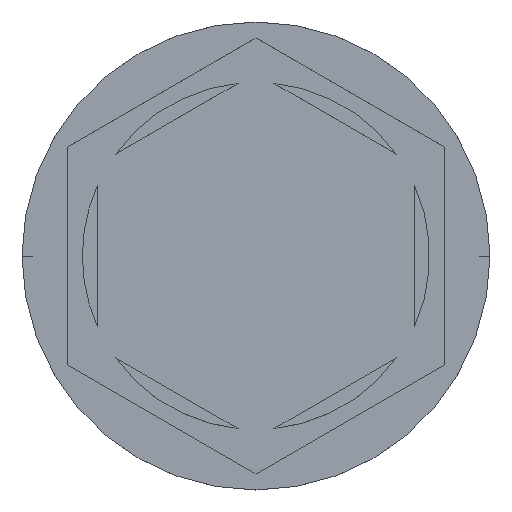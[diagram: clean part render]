
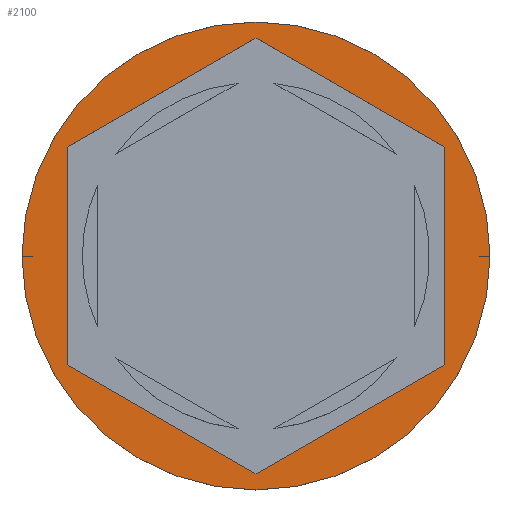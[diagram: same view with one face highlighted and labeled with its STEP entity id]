
A CAD part, top view. The second image highlights one B-rep face of the part: STEP entity #2100.
In plain terms, the highlighted planar face has unit normal (0, 0, 1).
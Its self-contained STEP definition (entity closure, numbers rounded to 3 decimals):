
#20 = DIRECTION ( 'NONE',  ( 0., 0., 1. ) ) ;
#37 = DIRECTION ( 'NONE',  ( 0.866, 0.5, 0. ) ) ;
#66 = ORIENTED_EDGE ( 'NONE', *, *, #1785, .F. ) ;
#72 = CARTESIAN_POINT ( 'NONE',  ( 6.25, -3.608, 0. ) ) ;
#83 = EDGE_LOOP ( 'NONE', ( #1680, #1126, #66, #785, #655, #709 ) ) ;
#113 = DIRECTION ( 'NONE',  ( 0., 1., 0. ) ) ;
#138 = CARTESIAN_POINT ( 'NONE',  ( 0., 7.217, 0. ) ) ;
#153 = FACE_OUTER_BOUND ( 'NONE', #217, .T. ) ;
#217 = EDGE_LOOP ( 'NONE', ( #1495, #325 ) ) ;
#241 = VERTEX_POINT ( 'NONE', #1053 ) ;
#274 = VERTEX_POINT ( 'NONE', #1630 ) ;
#296 = LINE ( 'NONE', #72, #828 ) ;
#313 = LINE ( 'NONE', #458, #652 ) ;
#325 = ORIENTED_EDGE ( 'NONE', *, *, #2092, .T. ) ;
#389 = CARTESIAN_POINT ( 'NONE',  ( 6.25, 3.608, 0. ) ) ;
#435 = CARTESIAN_POINT ( 'NONE',  ( 0., -7.217, 0. ) ) ;
#458 = CARTESIAN_POINT ( 'NONE',  ( -6.25, 3.608, 0. ) ) ;
#468 = EDGE_CURVE ( 'NONE', #241, #676, #296, .T. ) ;
#472 = VERTEX_POINT ( 'NONE', #2089 ) ;
#489 = LINE ( 'NONE', #138, #1313 ) ;
#506 = CARTESIAN_POINT ( 'NONE',  ( 0., -7.217, 0. ) ) ;
#546 = EDGE_CURVE ( 'NONE', #628, #2066, #1883, .T. ) ;
#572 = VECTOR ( 'NONE', #37, 1000. ) ;
#574 = DIRECTION ( 'NONE',  ( 0., 0., 1. ) ) ;
#582 = DIRECTION ( 'NONE',  ( 1., 0., 0. ) ) ;
#593 = EDGE_CURVE ( 'NONE', #751, #1191, #489, .T. ) ;
#613 = LINE ( 'NONE', #435, #572 ) ;
#628 = VERTEX_POINT ( 'NONE', #1558 ) ;
#652 = VECTOR ( 'NONE', #1366, 1000. ) ;
#655 = ORIENTED_EDGE ( 'NONE', *, *, #1885, .F. ) ;
#676 = VERTEX_POINT ( 'NONE', #389 ) ;
#685 = PLANE ( 'NONE',  #1398 ) ;
#709 = ORIENTED_EDGE ( 'NONE', *, *, #593, .F. ) ;
#725 = AXIS2_PLACEMENT_3D ( 'NONE', #1098, #1822, #747 ) ;
#746 = DIRECTION ( 'NONE',  ( 1., 0., 0. ) ) ;
#747 = DIRECTION ( 'NONE',  ( 1., 0., 0. ) ) ;
#751 = VERTEX_POINT ( 'NONE', #758 ) ;
#758 = CARTESIAN_POINT ( 'NONE',  ( 0., 7.217, 0. ) ) ;
#770 = EDGE_CURVE ( 'NONE', #274, #472, #1674, .T. ) ;
#777 = DIRECTION ( 'NONE',  ( -0.866, 0.5, 0. ) ) ;
#785 = ORIENTED_EDGE ( 'NONE', *, *, #546, .F. ) ;
#803 = CARTESIAN_POINT ( 'NONE',  ( 6.25, 3.608, 0. ) ) ;
#821 = CARTESIAN_POINT ( 'NONE',  ( -6.25, -3.608, 0. ) ) ;
#828 = VECTOR ( 'NONE', #113, 1000. ) ;
#941 = VECTOR ( 'NONE', #777, 1000. ) ;
#1053 = CARTESIAN_POINT ( 'NONE',  ( 6.25, -3.608, 0. ) ) ;
#1096 = CIRCLE ( 'NONE', #725, 7.75 ) ;
#1098 = CARTESIAN_POINT ( 'NONE',  ( 0., 0., 0. ) ) ;
#1126 = ORIENTED_EDGE ( 'NONE', *, *, #468, .F. ) ;
#1191 = VERTEX_POINT ( 'NONE', #1656 ) ;
#1308 = CARTESIAN_POINT ( 'NONE',  ( 0., 0., 0. ) ) ;
#1313 = VECTOR ( 'NONE', #1761, 1000. ) ;
#1366 = DIRECTION ( 'NONE',  ( 0., -1., 0. ) ) ;
#1398 = AXIS2_PLACEMENT_3D ( 'NONE', #2191, #574, #582 ) ;
#1464 = FACE_BOUND ( 'NONE', #83, .T. ) ;
#1495 = ORIENTED_EDGE ( 'NONE', *, *, #770, .T. ) ;
#1558 = CARTESIAN_POINT ( 'NONE',  ( -6.25, -3.608, 0. ) ) ;
#1601 = AXIS2_PLACEMENT_3D ( 'NONE', #1308, #20, #746 ) ;
#1630 = CARTESIAN_POINT ( 'NONE',  ( 7.75, 0., 0. ) ) ;
#1656 = CARTESIAN_POINT ( 'NONE',  ( -6.25, 3.608, 0. ) ) ;
#1674 = CIRCLE ( 'NONE', #1601, 7.75 ) ;
#1680 = ORIENTED_EDGE ( 'NONE', *, *, #1806, .F. ) ;
#1703 = DIRECTION ( 'NONE',  ( 0.866, -0.5, 0. ) ) ;
#1729 = VECTOR ( 'NONE', #1703, 1000. ) ;
#1761 = DIRECTION ( 'NONE',  ( -0.866, -0.5, 0. ) ) ;
#1785 = EDGE_CURVE ( 'NONE', #2066, #241, #613, .T. ) ;
#1806 = EDGE_CURVE ( 'NONE', #676, #751, #2244, .T. ) ;
#1822 = DIRECTION ( 'NONE',  ( 0., 0., 1. ) ) ;
#1883 = LINE ( 'NONE', #821, #1729 ) ;
#1885 = EDGE_CURVE ( 'NONE', #1191, #628, #313, .T. ) ;
#2066 = VERTEX_POINT ( 'NONE', #506 ) ;
#2089 = CARTESIAN_POINT ( 'NONE',  ( -7.75, 0., 0. ) ) ;
#2092 = EDGE_CURVE ( 'NONE', #472, #274, #1096, .T. ) ;
#2100 = ADVANCED_FACE ( 'NONE', ( #1464, #153 ), #685, .T. ) ;
#2191 = CARTESIAN_POINT ( 'NONE',  ( 0., 0., 0. ) ) ;
#2244 = LINE ( 'NONE', #803, #941 ) ;
